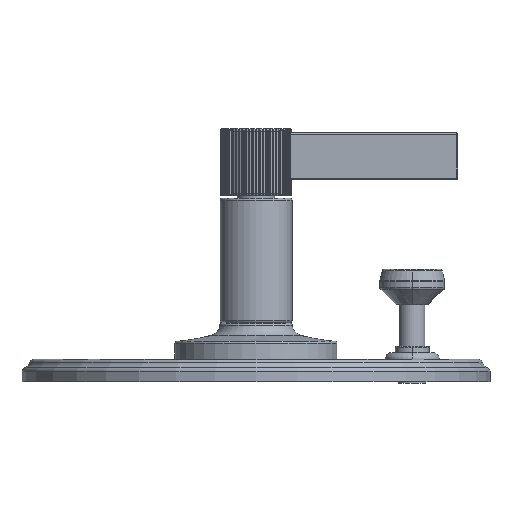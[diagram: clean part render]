
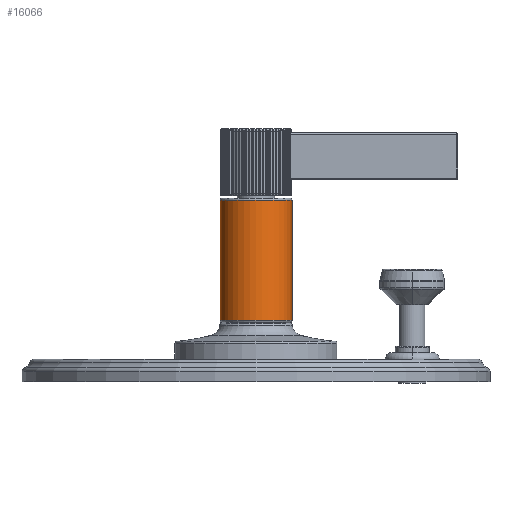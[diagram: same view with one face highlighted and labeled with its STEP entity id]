
A CAD part, left-side view. The second image highlights one B-rep face of the part: STEP entity #16066.
In plain terms, the highlighted cylindrical face has radius 12.7 mm (diameter 25.4 mm), a partial arc.
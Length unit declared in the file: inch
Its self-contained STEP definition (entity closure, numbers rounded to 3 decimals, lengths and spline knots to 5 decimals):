
#3458=DIRECTION('',(0.,0.,1.));
#3459=VECTOR('',#3458,1.67);
#3460=CARTESIAN_POINT('',(0.,-0.5,0.853));
#3461=LINE('',#3460,#3459);
#3492=CARTESIAN_POINT('',(0.,0.,2.523));
#3493=DIRECTION('',(0.,0.,1.));
#3494=DIRECTION('',(0.,1.,0.));
#3495=AXIS2_PLACEMENT_3D('',#3492,#3493,#3494);
#3497=CARTESIAN_POINT('',(0.,0.,0.853));
#3498=DIRECTION('',(0.,0.,-1.));
#3499=DIRECTION('',(0.,-1.,0.));
#3500=AXIS2_PLACEMENT_3D('',#3497,#3498,#3499);
#3502=DIRECTION('',(0.,0.,1.));
#3503=VECTOR('',#3502,1.67);
#3504=CARTESIAN_POINT('',(0.,0.5,0.853));
#3505=LINE('',#3504,#3503);
#10062=CARTESIAN_POINT('',(0.,0.5,2.523));
#10063=CARTESIAN_POINT('',(0.,-0.5,2.523));
#10064=VERTEX_POINT('',#10062);
#10065=VERTEX_POINT('',#10063);
#10070=CARTESIAN_POINT('',(0.,-0.5,0.853));
#10071=CARTESIAN_POINT('',(0.,0.5,0.853));
#10072=VERTEX_POINT('',#10070);
#10073=VERTEX_POINT('',#10071);
#16055=CARTESIAN_POINT('',(0.,0.,0.823));
#16056=DIRECTION('',(0.,0.,1.));
#16057=DIRECTION('',(0.,1.,0.));
#16058=AXIS2_PLACEMENT_3D('',#16055,#16056,#16057);
#16059=CYLINDRICAL_SURFACE('',#16058,0.5);
#16060=ORIENTED_EDGE('',*,*,#16049,.T.);
#16061=ORIENTED_EDGE('',*,*,#16005,.F.);
#16062=ORIENTED_EDGE('',*,*,#15975,.T.);
#16063=ORIENTED_EDGE('',*,*,#16002,.T.);
#16064=EDGE_LOOP('',(#16060,#16061,#16062,#16063));
#16065=FACE_OUTER_BOUND('',#16064,.F.);
#16066=ADVANCED_FACE('',(#16065),#16059,.T.);
#3496=CIRCLE('',#3495,0.5);
#3501=CIRCLE('',#3500,0.5);
#15975=EDGE_CURVE('',#10072,#10073,#3501,.T.);
#16002=EDGE_CURVE('',#10073,#10064,#3505,.T.);
#16005=EDGE_CURVE('',#10072,#10065,#3461,.T.);
#16049=EDGE_CURVE('',#10064,#10065,#3496,.T.);
